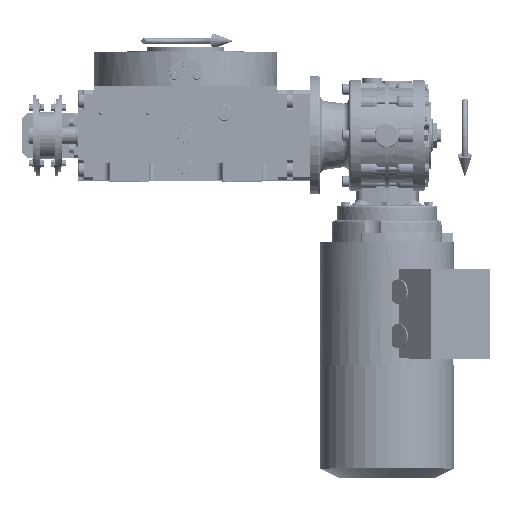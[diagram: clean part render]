
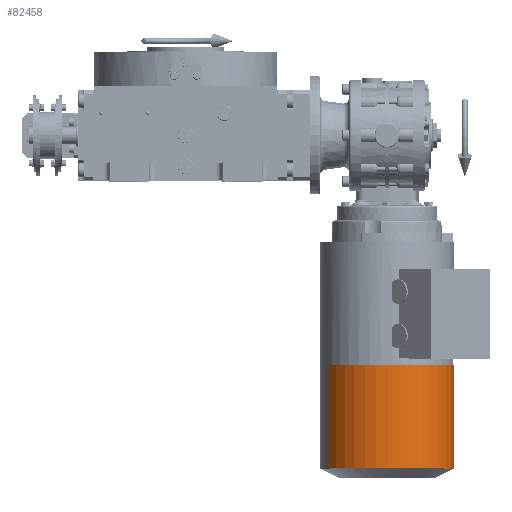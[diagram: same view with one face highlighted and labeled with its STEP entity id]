
A CAD part, top view. The second image highlights one B-rep face of the part: STEP entity #82458.
In plain terms, the highlighted cylindrical face has radius 60.5 mm (diameter 121 mm), a partial arc.
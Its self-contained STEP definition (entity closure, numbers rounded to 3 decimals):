
#1330 = DIRECTION ( 'NONE',  ( -1., 0., 0. ) ) ;
#3608 = CARTESIAN_POINT ( 'NONE',  ( -158.212, 8.35, 58.703 ) ) ;
#5455 = CARTESIAN_POINT ( 'NONE',  ( -158.212, -6.286, 0. ) ) ;
#7571 = EDGE_CURVE ( 'NONE', #119641, #51298, #137902, .T. ) ;
#9801 = CARTESIAN_POINT ( 'NONE',  ( -64.811, -20.922, -58.703 ) ) ;
#11526 = CARTESIAN_POINT ( 'NONE',  ( -64.811, 8.35, 58.703 ) ) ;
#11671 = DIRECTION ( 'NONE',  ( 0., 0.242, 0.97 ) ) ;
#18793 = DIRECTION ( 'NONE',  ( 1., 0., 0. ) ) ;
#19028 = VECTOR ( 'NONE', #89620, 1000. ) ;
#19651 = CIRCLE ( 'NONE', #33396, 60.5 ) ;
#24550 = CYLINDRICAL_SURFACE ( 'NONE', #125247, 60.5 ) ;
#32563 = ORIENTED_EDGE ( 'NONE', *, *, #105900, .F. ) ;
#33396 = AXIS2_PLACEMENT_3D ( 'NONE', #5455, #136833, #45782 ) ;
#45782 = DIRECTION ( 'NONE',  ( 0., 0.242, 0.97 ) ) ;
#50054 = CARTESIAN_POINT ( 'NONE',  ( -158.212, -20.922, -58.703 ) ) ;
#50991 = CARTESIAN_POINT ( 'NONE',  ( -158.212, -20.922, -58.703 ) ) ;
#51298 = VERTEX_POINT ( 'NONE', #3608 ) ;
#55109 = ORIENTED_EDGE ( 'NONE', *, *, #74568, .F. ) ;
#65566 = LINE ( 'NONE', #50991, #19028 ) ;
#71994 = DIRECTION ( 'NONE',  ( 0., -0.242, -0.97 ) ) ;
#72623 = CARTESIAN_POINT ( 'NONE',  ( -64.811, 8.35, 58.703 ) ) ;
#74568 = EDGE_CURVE ( 'NONE', #51298, #136149, #19651, .T. ) ;
#82458 = ADVANCED_FACE ( 'NONE', ( #131015 ), #24550, .T. ) ;
#89620 = DIRECTION ( 'NONE',  ( 1., 0., 0. ) ) ;
#91486 = CARTESIAN_POINT ( 'NONE',  ( -26.951, -6.286, 0. ) ) ;
#92211 = CIRCLE ( 'NONE', #108762, 60.5 ) ;
#99031 = VERTEX_POINT ( 'NONE', #9801 ) ;
#101432 = EDGE_CURVE ( 'NONE', #99031, #119641, #92211, .T. ) ;
#105900 = EDGE_CURVE ( 'NONE', #136149, #99031, #65566, .T. ) ;
#107823 = ORIENTED_EDGE ( 'NONE', *, *, #7571, .F. ) ;
#108762 = AXIS2_PLACEMENT_3D ( 'NONE', #109799, #18793, #71994 ) ;
#109799 = CARTESIAN_POINT ( 'NONE',  ( -64.811, -6.286, 0. ) ) ;
#111302 = VECTOR ( 'NONE', #124983, 1000. ) ;
#119641 = VERTEX_POINT ( 'NONE', #11526 ) ;
#124791 = EDGE_LOOP ( 'NONE', ( #141990, #32563, #55109, #107823 ) ) ;
#124983 = DIRECTION ( 'NONE',  ( -1., 0., 0. ) ) ;
#125247 = AXIS2_PLACEMENT_3D ( 'NONE', #91486, #1330, #11671 ) ;
#131015 = FACE_OUTER_BOUND ( 'NONE', #124791, .T. ) ;
#136149 = VERTEX_POINT ( 'NONE', #50054 ) ;
#136833 = DIRECTION ( 'NONE',  ( -1., 0., 0. ) ) ;
#137902 = LINE ( 'NONE', #72623, #111302 ) ;
#141990 = ORIENTED_EDGE ( 'NONE', *, *, #101432, .F. ) ;
